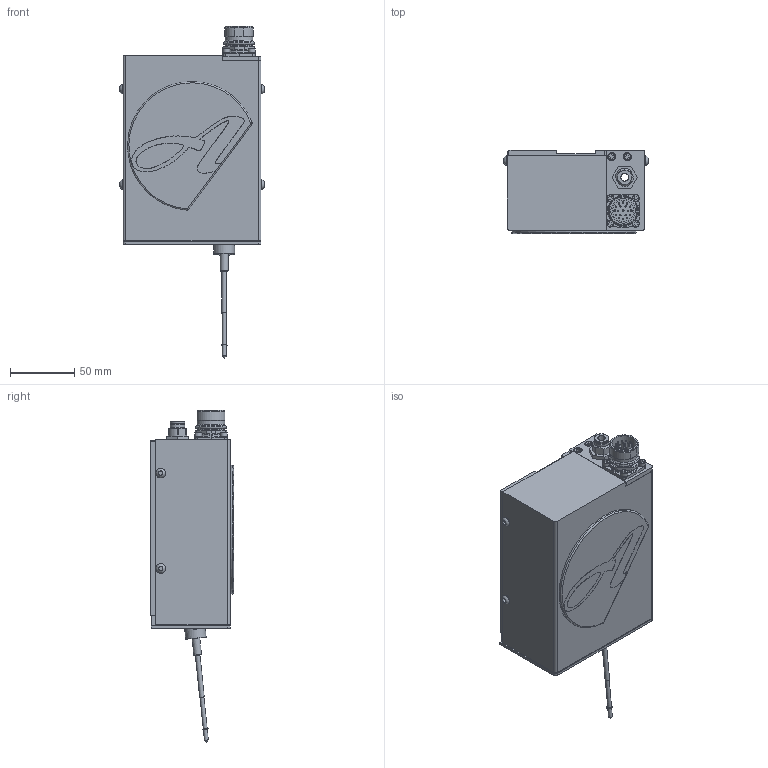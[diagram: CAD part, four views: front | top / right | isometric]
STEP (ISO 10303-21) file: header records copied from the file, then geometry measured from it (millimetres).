
FILE_DESCRIPTION(/* description */ (''),/* implementation_level */ '2;1');
FILE_NAME(/* name */ 'ADP2050FAST_8010000N013 v3.step',/* time_stamp */ '2024-10-31T12:27:01-04:00',/* author */ (''),/* organization */ (''),/* preprocessor_version */ 'ST-DEVELOPER v20',/* originating_system */ 'Autodesk Translation Framework v13.20.0.188',/* authorisation */ '');
FILE_SCHEMA (('AUTOMOTIVE_DESIGN { 1 0 10303 214 3 1 1 }'));
Length unit declared in the file: millimetre
Products named in the file (3): ADP2050F; i-speed L100; 50189000018
Assembly tree (2 placements, depth 3):
  ADP2050F
    i-speed L100
      50189000018
Bounding box: 112.5 x 64.5 x 257.58 mm (x, y, z)
Volume: 230444.3 mm3; surface area: 164201.6 mm2
Topology: 38 solids, 38 shells, 1530 faces, 3964 edges, 2610 vertices
Faces by surface type: plane 1106, cylinder 291, cone 51, sphere 45, torus 30, bspline 7
Full cylindrical faces by diameter (mm): 1 x32, 1.4 x16, 1.5 x6, 1.9 x3, 2 x4, 2.5 x8, 3 x10, 3.2 x6, 3.3 x10, 3.4 x1, 3.5 x1, 4 x11, 4.3 x2, 4.4 x7, 4.5 x2, 5 x6, 5.5 x10, 6 x2, 6.5 x2, 7 x10, 7.2 x2, 8 x2, 11 x2, 11.5 x4, 13 x1, 14 x1, 14.5 x1, 16 x1, 16.5 x1, 17.5 x1
Entity records: 49027 total; most frequent: CARTESIAN_POINT 9225, ORIENTED_EDGE 7870, DIRECTION 7696, EDGE_CURVE 3935, LINE 3092, VECTOR 3092, VERTEX_POINT 2610, AXIS2_PLACEMENT_3D 2302
